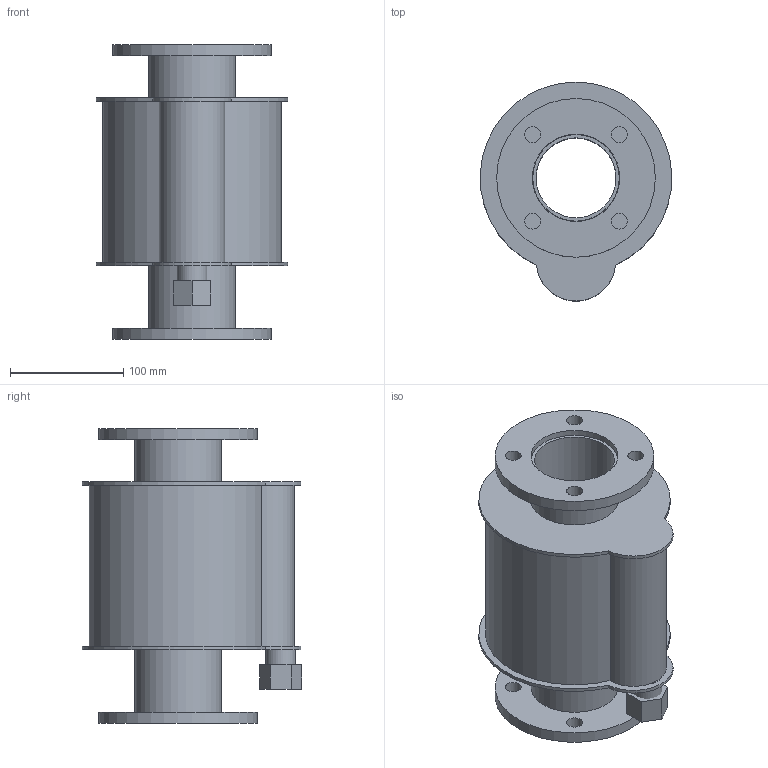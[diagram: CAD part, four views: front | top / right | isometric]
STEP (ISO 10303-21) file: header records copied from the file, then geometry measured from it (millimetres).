
FILE_DESCRIPTION(/* description */ (''),/* implementation_level */ '2;1');
FILE_NAME(/* name */ 'VKV 2.5.STP',/* time_stamp */ '2015-01-22T13:27:39+01:00',/* author */ ('Tekenkamer'),/* organization */ (''),/* preprocessor_version */ 'ST-DEVELOPER v15.6',/* originating_system */ 'Autodesk Inventor 2015',/* authorisation */ '');
FILE_SCHEMA (('AUTOMOTIVE_DESIGN { 1 0 10303 214 3 1 1 }'));
Length unit declared in the file: millimetre
Products named in the file (1): MAAT3D
Bounding box: 168.85 x 193.5 x 260 mm (x, y, z)
Volume: 560425.8 mm3; surface area: 382494.8 mm2
Topology: 10 solids, 10 shells, 57 faces, 111 edges, 74 vertices
Faces by surface type: cylinder 29, plane 28
Full cylindrical faces by diameter (mm): 14 x8, 21 x2, 26 x1, 70.5 x2, 76.3 x2, 77 x2, 78.3 x2, 140 x2, 154 x1, 157 x1
Entity records: 1458 total; most frequent: DIRECTION 262, CARTESIAN_POINT 220, ORIENTED_EDGE 176, AXIS2_PLACEMENT_3D 116, EDGE_LOOP 114, EDGE_CURVE 88, VERTEX_POINT 74, CIRCLE 58
